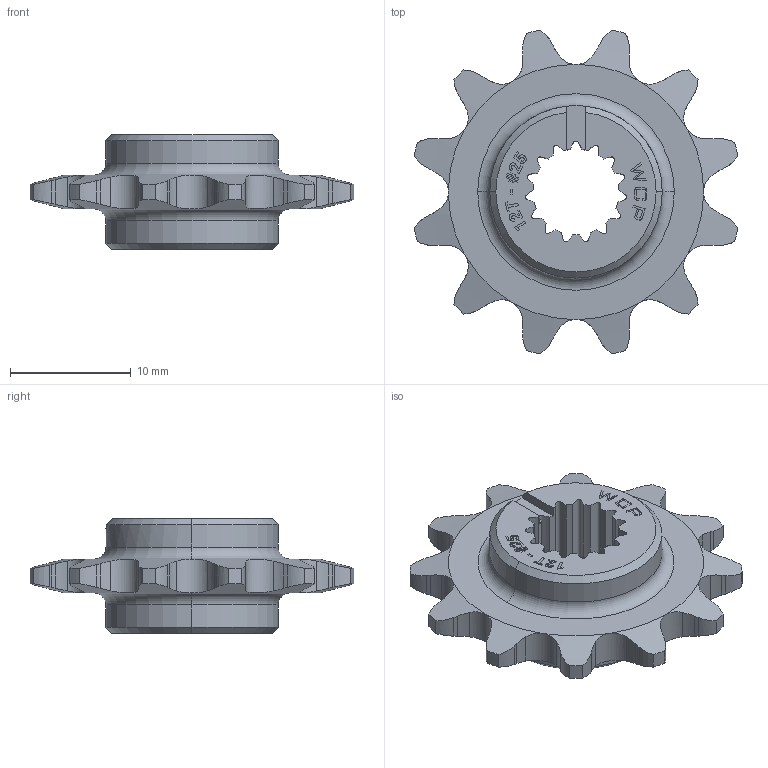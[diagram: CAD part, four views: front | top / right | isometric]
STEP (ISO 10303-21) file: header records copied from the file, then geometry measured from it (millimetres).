
FILE_DESCRIPTION (( 'STEP AP214' ), '1' );
FILE_NAME ('WCP-1020 Rev1.step', '2023-06-02T03:39:27', ( '' ), ( '' ), 'SwSTEP 2.0', 'SolidWorks 2022', '' );
FILE_SCHEMA (( 'AUTOMOTIVE_DESIGN' ));
Length unit declared in the file: inch
Products named in the file (1): WCP-1020 Rev1
Bounding box: 26.84 x 26.84 x 9.53 mm (x, y, z)
Volume: 1853.5 mm3; surface area: 1630.4 mm2
Topology: 1 solids, 1 shells, 326 faces, 925 edges, 614 vertices
Faces by surface type: plane 150, cylinder 99, bspline 44, cone 29, torus 4
Entity records: 14350 total; most frequent: CARTESIAN_POINT 6416, ORIENTED_EDGE 1850, DIRECTION 1328, EDGE_CURVE 925, VERTEX_POINT 614, VECTOR 500, LINE 500, AXIS2_PLACEMENT_3D 414
